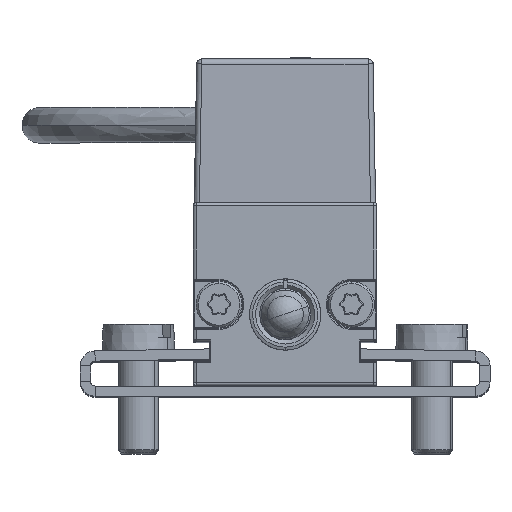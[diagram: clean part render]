
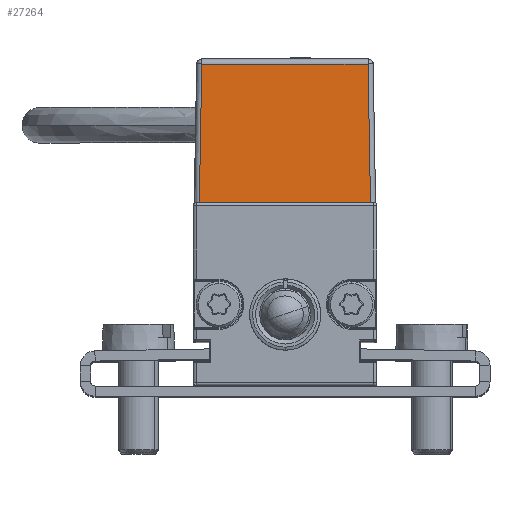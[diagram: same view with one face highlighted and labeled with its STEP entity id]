
A CAD part, top view. The second image highlights one B-rep face of the part: STEP entity #27264.
In plain terms, the highlighted planar face has unit normal (0, 0.018, 1).
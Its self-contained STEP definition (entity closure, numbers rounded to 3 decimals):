
#7741 = VECTOR ( 'NONE', #10479, 1000. ) ;
#7848 = VECTOR ( 'NONE', #10736, 1000. ) ;
#7865 = VECTOR ( 'NONE', #10789, 1000. ) ;
#7924 = VECTOR ( 'NONE', #10915, 1000. ) ;
#8578 = CARTESIAN_POINT ( 'NONE',  ( 8.129, 31.583, 88.947 ) ) ;
#8624 = CARTESIAN_POINT ( 'NONE',  ( 8.366, 18., 89.184 ) ) ;
#8638 = CARTESIAN_POINT ( 'NONE',  ( -8.189, 31.583, 88.947 ) ) ;
#8646 = CARTESIAN_POINT ( 'NONE',  ( -8.426, 18., 89.184 ) ) ;
#10472 = CARTESIAN_POINT ( 'NONE',  ( -8.929, 18., 89.184 ) ) ;
#10474 = LINE ( 'NONE', #10472, #7741 ) ;
#10479 = DIRECTION ( 'NONE',  ( 1., 0., 0. ) ) ;
#10727 = CARTESIAN_POINT ( 'NONE',  ( 8.36, 18.302, 89.179 ) ) ;
#10732 = LINE ( 'NONE', #10727, #7848 ) ;
#10736 = DIRECTION ( 'NONE',  ( -0.017, 1., -0.017 ) ) ;
#10783 = LINE ( 'NONE', #10788, #7865 ) ;
#10788 = CARTESIAN_POINT ( 'NONE',  ( -8.929, 31.583, 88.947 ) ) ;
#10789 = DIRECTION ( 'NONE',  ( -1., 0., 0. ) ) ;
#10913 = LINE ( 'NONE', #10914, #7924 ) ;
#10914 = CARTESIAN_POINT ( 'NONE',  ( -8.426, 17.991, 89.184 ) ) ;
#10915 = DIRECTION ( 'NONE',  ( -0.017, -1., 0.017 ) ) ;
#17215 = AXIS2_PLACEMENT_3D ( 'NONE', #25156, #25157, #25158 ) ;
#20260 = EDGE_LOOP ( 'NONE', ( #35388, #35354, #35172, #35278 ) ) ;
#25131 = PLANE ( 'NONE',  #17215 ) ;
#25146 = FACE_OUTER_BOUND ( 'NONE', #20260, .T. ) ;
#25156 = CARTESIAN_POINT ( 'NONE',  ( -8.929, 18., 89.184 ) ) ;
#25157 = DIRECTION ( 'NONE',  ( 0., 0.017, 1. ) ) ;
#25158 = DIRECTION ( 'NONE',  ( 0., -1., 0.017 ) ) ;
#27264 = ADVANCED_FACE ( 'NONE', ( #25146 ), #25131, .T. ) ;
#30305 = VERTEX_POINT ( 'NONE', #8578 ) ;
#30332 = VERTEX_POINT ( 'NONE', #8624 ) ;
#30339 = VERTEX_POINT ( 'NONE', #8638 ) ;
#30344 = VERTEX_POINT ( 'NONE', #8646 ) ;
#31626 = EDGE_CURVE ( 'NONE', #30344, #30332, #10474, .T. ) ;
#31700 = EDGE_CURVE ( 'NONE', #30332, #30305, #10732, .T. ) ;
#31716 = EDGE_CURVE ( 'NONE', #30305, #30339, #10783, .T. ) ;
#31752 = EDGE_CURVE ( 'NONE', #30339, #30344, #10913, .T. ) ;
#35172 = ORIENTED_EDGE ( 'NONE', *, *, #31752, .T. ) ;
#35278 = ORIENTED_EDGE ( 'NONE', *, *, #31626, .T. ) ;
#35354 = ORIENTED_EDGE ( 'NONE', *, *, #31716, .T. ) ;
#35388 = ORIENTED_EDGE ( 'NONE', *, *, #31700, .T. ) ;
